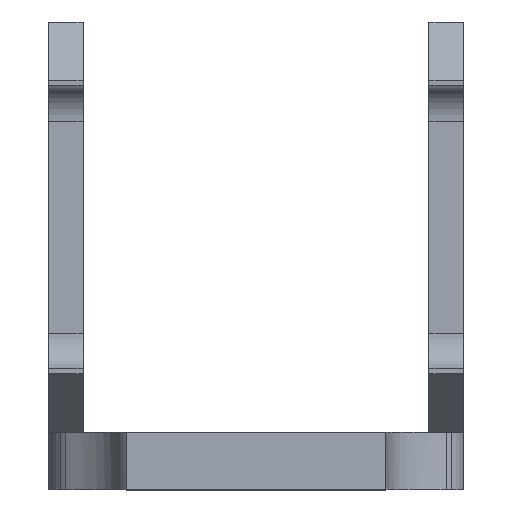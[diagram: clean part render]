
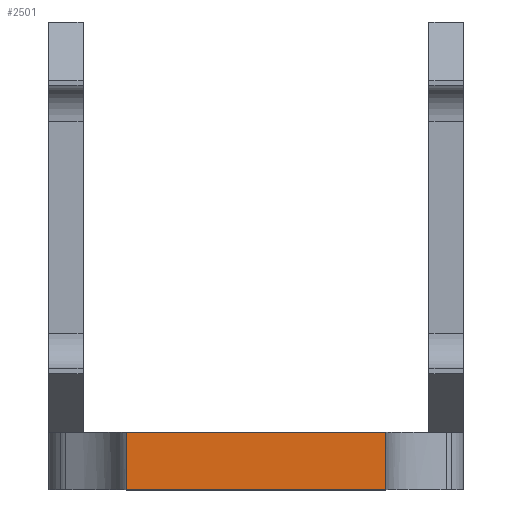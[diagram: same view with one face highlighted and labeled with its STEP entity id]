
A CAD part, left-side view. The second image highlights one B-rep face of the part: STEP entity #2501.
In plain terms, the highlighted face is planar.
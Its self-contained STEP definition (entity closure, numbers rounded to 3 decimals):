
#155=LINE('',#3869,#378);
#311=LINE('',#4432,#534);
#313=LINE('',#4436,#536);
#314=LINE('',#4437,#537);
#378=VECTOR('',#2877,10.);
#534=VECTOR('',#3331,10.);
#536=VECTOR('',#3335,10.);
#537=VECTOR('',#3336,10.);
#626=PLANE('',#2720);
#729=FACE_OUTER_BOUND('',#886,.T.);
#886=EDGE_LOOP('',(#2212,#2213,#2214,#2215));
#1115=VERTEX_POINT('',#3866);
#1116=VERTEX_POINT('',#3868);
#1291=VERTEX_POINT('',#4431);
#1292=VERTEX_POINT('',#4435);
#1381=EDGE_CURVE('',#1116,#1115,#155,.T.);
#1625=EDGE_CURVE('',#1116,#1291,#311,.T.);
#1627=EDGE_CURVE('',#1115,#1292,#313,.T.);
#1628=EDGE_CURVE('',#1292,#1291,#314,.T.);
#2212=ORIENTED_EDGE('',*,*,#1381,.T.);
#2213=ORIENTED_EDGE('',*,*,#1627,.T.);
#2214=ORIENTED_EDGE('',*,*,#1628,.T.);
#2215=ORIENTED_EDGE('',*,*,#1625,.F.);
#2501=ADVANCED_FACE('',(#729),#626,.F.);
#2720=AXIS2_PLACEMENT_3D('',#4434,#3333,#3334);
#2877=DIRECTION('',(-1.,0.,0.));
#3331=DIRECTION('',(0.,0.,-1.));
#3333=DIRECTION('center_axis',(0.,1.,0.));
#3334=DIRECTION('ref_axis',(1.,0.,0.));
#3335=DIRECTION('',(0.,0.,-1.));
#3336=DIRECTION('',(1.,0.,0.));
#3866=CARTESIAN_POINT('',(-10.475,-23.65,466.6));
#3868=CARTESIAN_POINT('',(12.025,-23.65,466.6));
#3869=CARTESIAN_POINT('',(12.025,-23.65,466.6));
#4431=CARTESIAN_POINT('',(12.025,-23.65,461.6));
#4432=CARTESIAN_POINT('',(12.025,-23.65,466.6));
#4434=CARTESIAN_POINT('Origin',(-10.475,-23.65,466.6));
#4435=CARTESIAN_POINT('',(-10.475,-23.65,461.6));
#4436=CARTESIAN_POINT('',(-10.475,-23.65,466.6));
#4437=CARTESIAN_POINT('',(12.025,-23.65,461.6));
